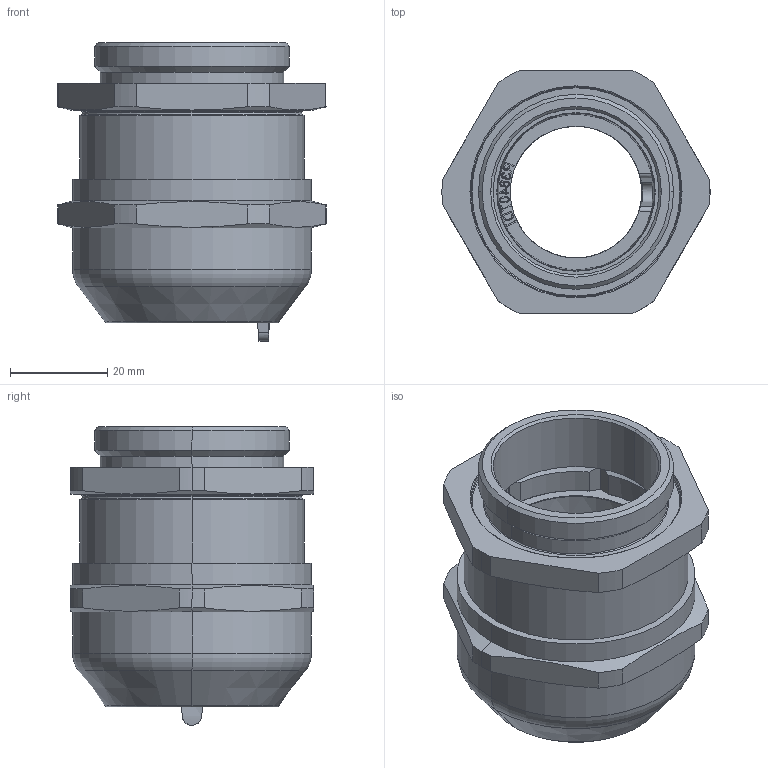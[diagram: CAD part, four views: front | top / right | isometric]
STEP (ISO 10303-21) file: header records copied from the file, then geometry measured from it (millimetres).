
FILE_DESCRIPTION (( 'STEP AP203' ), '1' );
FILE_NAME ('40DTSME1TA5.STEP', '2020-07-28T09:38:58', ( '' ), ( '' ), 'SwSTEP 2.0', 'SolidWorks 2017', '' );
FILE_SCHEMA (( 'CONFIG_CONTROL_DESIGN' ));
Length unit declared in the file: millimetre
Products named in the file (1): 40DTSME1TA5
Bounding box: 55 x 50 x 61.23 mm (x, y, z)
Surface area: 22790.8 mm2 (no closed solid volume)
Topology: 0 solids, 40 shells, 378 faces, 1372 edges, 1024 vertices
Faces by surface type: plane 125, cylinder 78, bspline 70, torus 69, cone 36
Entity records: 21044 total; most frequent: CARTESIAN_POINT 10755, ORIENTED_EDGE 1978, DIRECTION 1786, EDGE_CURVE 1372, VERTEX_POINT 1024, AXIS2_PLACEMENT_3D 656, B_SPLINE_CURVE_WITH_KNOTS 517, VECTOR 474
